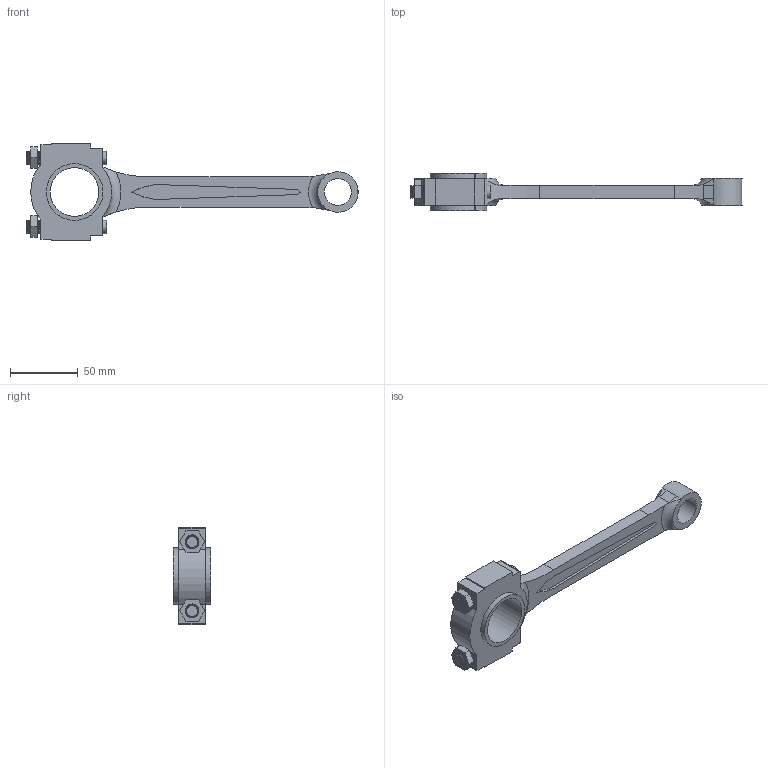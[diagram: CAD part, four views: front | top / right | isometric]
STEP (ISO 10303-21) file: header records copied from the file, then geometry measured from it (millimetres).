
FILE_DESCRIPTION(/* description */ (''),/* implementation_level */ '2;1');
FILE_NAME(/* name */ 'Piston Connecting Rod .step',/* time_stamp */ '2020-11-03T20:56:09+05:00',/* author */ (''),/* organization */ (''),/* preprocessor_version */ 'ST-DEVELOPER v18.1',/* originating_system */ 'Autodesk Translation Framework v9.3.0.1241',/* authorisation */ '');
FILE_SCHEMA (('AUTOMOTIVE_DESIGN { 1 0 10303 214 3 1 1 }'));
Length unit declared in the file: millimetre
Products named in the file (4): Connecting Rod; Component1; Component2; Component3
Assembly tree (3 placements, depth 2):
  Connecting Rod
    Component1
    Component2
    Component3
Bounding box: 245.95 x 28 x 72 mm (x, y, z)
Volume: 99673.6 mm3; surface area: 37150.9 mm2
Topology: 4 solids, 4 shells, 136 faces, 383 edges, 254 vertices
Faces by surface type: plane 61, cylinder 59, bspline 12, torus 4
Full cylindrical faces by diameter (mm): 8.141 x12, 9.85 x12, 10 x4, 20 x1, 36 x1
Entity records: 11309 total; most frequent: CARTESIAN_POINT 7852, ORIENTED_EDGE 766, DIRECTION 592, EDGE_CURVE 383, VERTEX_POINT 254, AXIS2_PLACEMENT_3D 200, LINE 192, VECTOR 192
